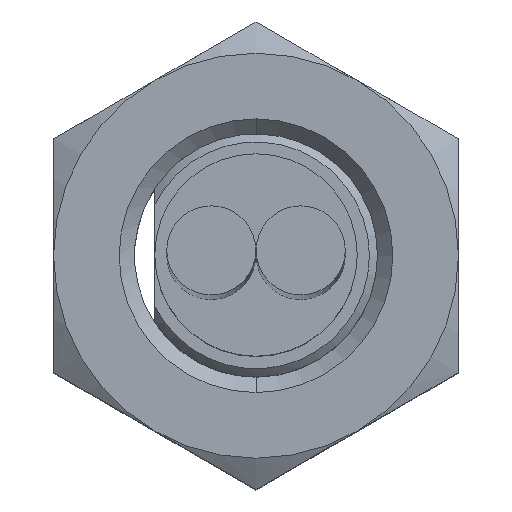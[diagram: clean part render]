
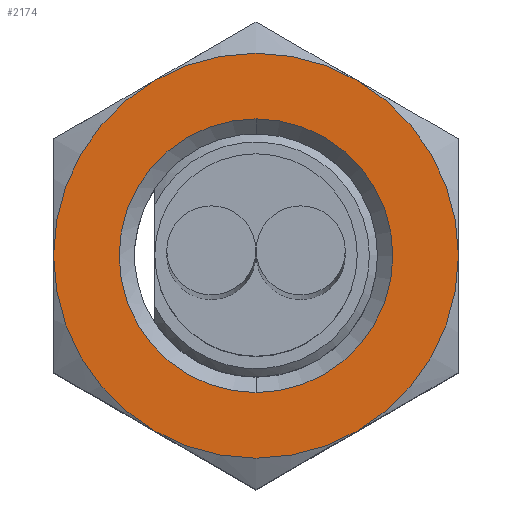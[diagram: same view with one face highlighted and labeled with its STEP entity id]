
A CAD part, top view. The second image highlights one B-rep face of the part: STEP entity #2174.
In plain terms, the highlighted planar face has unit normal (0, 0, 1).
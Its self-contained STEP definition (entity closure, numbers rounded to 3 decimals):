
#466=CARTESIAN_POINT('',(-5.,0.,13.1));
#482=CARTESIAN_POINT('',(-2.5,4.33,13.1));
#488=CARTESIAN_POINT('',(-2.5,-4.33,13.1));
#510=CARTESIAN_POINT('',(2.5,-4.33,13.1));
#528=CARTESIAN_POINT('',(5.,0.,13.1));
#554=CARTESIAN_POINT('',(2.5,4.33,13.1));
#594=CARTESIAN_POINT('',(0.,0.,13.1));
#595=DIRECTION('',(0.,0.,-1.));
#596=DIRECTION('',(-0.5,-0.866,0.));
#597=AXIS2_PLACEMENT_3D('',#594,#595,#596);
#599=CARTESIAN_POINT('',(0.,0.,13.1));
#600=DIRECTION('',(0.,0.,-1.));
#601=DIRECTION('',(-1.,0.,0.));
#602=AXIS2_PLACEMENT_3D('',#599,#600,#601);
#604=CARTESIAN_POINT('',(0.,0.,13.1));
#605=DIRECTION('',(0.,0.,-1.));
#606=DIRECTION('',(-0.5,0.866,0.));
#607=AXIS2_PLACEMENT_3D('',#604,#605,#606);
#609=CARTESIAN_POINT('',(0.,0.,13.1));
#610=DIRECTION('',(0.,0.,-1.));
#611=DIRECTION('',(0.5,0.866,0.));
#612=AXIS2_PLACEMENT_3D('',#609,#610,#611);
#614=CARTESIAN_POINT('',(0.,0.,13.1));
#615=DIRECTION('',(0.,0.,-1.));
#616=DIRECTION('',(1.,0.,0.));
#617=AXIS2_PLACEMENT_3D('',#614,#615,#616);
#619=CARTESIAN_POINT('',(0.,0.,13.1));
#620=DIRECTION('',(0.,0.,-1.));
#621=DIRECTION('',(0.5,-0.866,0.));
#622=AXIS2_PLACEMENT_3D('',#619,#620,#621);
#624=CARTESIAN_POINT('',(0.,0.,13.1));
#625=DIRECTION('',(0.,0.,1.));
#626=DIRECTION('',(0.,-1.,0.));
#627=AXIS2_PLACEMENT_3D('',#624,#625,#626);
#629=CARTESIAN_POINT('',(0.,0.,13.1));
#630=DIRECTION('',(0.,0.,1.));
#631=DIRECTION('',(0.,1.,0.));
#632=AXIS2_PLACEMENT_3D('',#629,#630,#631);
#1156=VERTEX_POINT('',#482);
#1160=VERTEX_POINT('',#466);
#1164=VERTEX_POINT('',#488);
#1168=VERTEX_POINT('',#510);
#1172=VERTEX_POINT('',#528);
#1176=VERTEX_POINT('',#554);
#1177=CARTESIAN_POINT('',(0.,-3.38,13.1));
#1178=CARTESIAN_POINT('',(0.,3.38,13.1));
#1179=VERTEX_POINT('',#1177);
#1180=VERTEX_POINT('',#1178);
#2155=CARTESIAN_POINT('',(0.,0.,13.1));
#2156=DIRECTION('',(0.,0.,1.));
#2157=DIRECTION('',(0.,1.,0.));
#2158=AXIS2_PLACEMENT_3D('',#2155,#2156,#2157);
#2159=PLANE('',#2158);
#2160=ORIENTED_EDGE('',*,*,#1965,.T.);
#2161=ORIENTED_EDGE('',*,*,#1921,.T.);
#2162=ORIENTED_EDGE('',*,*,#2143,.T.);
#2163=ORIENTED_EDGE('',*,*,#2100,.T.);
#2164=ORIENTED_EDGE('',*,*,#2055,.T.);
#2165=ORIENTED_EDGE('',*,*,#2010,.T.);
#2166=EDGE_LOOP('',(#2160,#2161,#2162,#2163,#2164,#2165));
#2167=FACE_OUTER_BOUND('',#2166,.F.);
#2169=ORIENTED_EDGE('',*,*,#2168,.T.);
#2171=ORIENTED_EDGE('',*,*,#2170,.T.);
#2172=EDGE_LOOP('',(#2169,#2171));
#2173=FACE_BOUND('',#2172,.F.);
#2174=ADVANCED_FACE('',(#2167,#2173),#2159,.T.);
#598=CIRCLE('',#597,5.);
#603=CIRCLE('',#602,5.);
#608=CIRCLE('',#607,5.);
#613=CIRCLE('',#612,5.);
#618=CIRCLE('',#617,5.);
#623=CIRCLE('',#622,5.);
#628=CIRCLE('',#627,3.38);
#633=CIRCLE('',#632,3.38);
#1921=EDGE_CURVE('',#1160,#1156,#603,.T.);
#1965=EDGE_CURVE('',#1164,#1160,#598,.T.);
#2010=EDGE_CURVE('',#1168,#1164,#623,.T.);
#2055=EDGE_CURVE('',#1172,#1168,#618,.T.);
#2100=EDGE_CURVE('',#1176,#1172,#613,.T.);
#2143=EDGE_CURVE('',#1156,#1176,#608,.T.);
#2168=EDGE_CURVE('',#1179,#1180,#628,.T.);
#2170=EDGE_CURVE('',#1180,#1179,#633,.T.);
